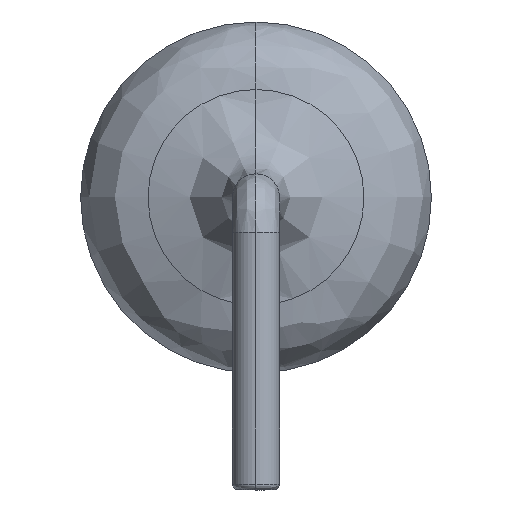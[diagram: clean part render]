
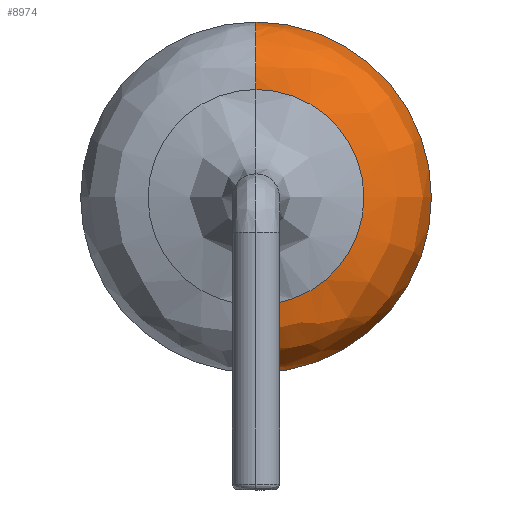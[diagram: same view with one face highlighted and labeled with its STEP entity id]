
A CAD part, left-side view. The second image highlights one B-rep face of the part: STEP entity #8974.
In plain terms, the highlighted free-form (B-spline) face has degree [3, 3] with [4, 4] control points.
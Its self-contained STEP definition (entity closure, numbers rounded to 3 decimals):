
#85 = CARTESIAN_POINT ( 'NONE',  ( -8.749, -3.704, 4.872 ) ) ;
#229 = ORIENTED_EDGE ( 'NONE', *, *, #10383, .T. ) ;
#310 = DIRECTION ( 'NONE',  ( 0., 0., -1. ) ) ;
#375 = CARTESIAN_POINT ( 'NONE',  ( -8.749, -3.704, 1.168 ) ) ;
#755 = CIRCLE ( 'NONE', #9016, 1.852 ) ;
#859 = CARTESIAN_POINT ( 'NONE',  ( -8.749, 0., 3.02 ) ) ;
#1295 = CARTESIAN_POINT ( 'NONE',  ( -8.233, 0., 6.03 ) ) ;
#1483 = AXIS2_PLACEMENT_3D ( 'NONE', #7362, #14347, #8452 ) ;
#2454 = CARTESIAN_POINT ( 'NONE',  ( -8.749, 0., 4.872 ) ) ;
#2528 = CARTESIAN_POINT ( 'NONE',  ( -7.55, 0., 0.01 ) ) ;
#2602 = DIRECTION ( 'NONE',  ( 0., 1., 0. ) ) ;
#2669 = CARTESIAN_POINT ( 'NONE',  ( -8.749, 0., 1.168 ) ) ;
#3016 = ORIENTED_EDGE ( 'NONE', *, *, #5239, .F. ) ;
#3513 = CARTESIAN_POINT ( 'NONE',  ( -7.55, 0., 1.21 ) ) ;
#3575 = CARTESIAN_POINT ( 'NONE',  ( -8.233, -6.02, 6.03 ) ) ;
#4096 = EDGE_LOOP ( 'NONE', ( #3016, #229, #8492, #11623 ) ) ;
#4792 = CARTESIAN_POINT ( 'NONE',  ( -8.749, 0., 1.168 ) ) ;
#4926 = CARTESIAN_POINT ( 'NONE',  ( -8.749, 0., 4.872 ) ) ;
#5077 = EDGE_CURVE ( 'NONE', #12419, #5816, #6011, .T. ) ;
#5239 = EDGE_CURVE ( 'NONE', #9475, #12419, #6737, .T. ) ;
#5677 = CARTESIAN_POINT ( 'NONE',  ( -8.725, 0., 0.485 ) ) ;
#5753 = CARTESIAN_POINT ( 'NONE',  ( -7.55, -6.02, 0.01 ) ) ;
#5801 = CARTESIAN_POINT ( 'NONE',  ( -7.55, 0., 3.02 ) ) ;
#5816 = VERTEX_POINT ( 'NONE', #4792 ) ;
#5973 = CARTESIAN_POINT ( 'NONE',  ( -8.233, -6.02, 0.01 ) ) ;
#6010 = CARTESIAN_POINT ( 'NONE',  ( -7.55, 0., 0.01 ) ) ;
#6011 = CIRCLE ( 'NONE', #13575, 1.2 ) ;
#6737 = CIRCLE ( 'NONE', #8635, 3.01 ) ;
#6945 = CARTESIAN_POINT ( 'NONE',  ( -8.233, 0., 0.01 ) ) ;
#7023 =( BOUNDED_SURFACE ( )  B_SPLINE_SURFACE ( 3, 3, ( 
 ( #12186, #10363, #5753, #2528 ),
 ( #1295, #3575, #5973, #6945 ),
 ( #7087, #13792, #12483, #5677 ),
 ( #2454, #85, #375, #2669 ) ),
 .UNSPECIFIED., .F., .F., .F. ) 
 B_SPLINE_SURFACE_WITH_KNOTS ( ( 4, 4 ),
 ( 4, 4 ),
 ( 0., 1. ),
 ( 0., 1. ),
 .UNSPECIFIED. ) 
 GEOMETRIC_REPRESENTATION_ITEM ( )  RATIONAL_B_SPLINE_SURFACE ( (
 ( 1., 0.333, 0.333, 1.),
 ( 0.813, 0.271, 0.271, 0.813),
 ( 0.813, 0.271, 0.271, 0.813),
 ( 1., 0.333, 0.333, 1.) ) ) 
 REPRESENTATION_ITEM ( '' )  SURFACE ( )  );
#7087 = CARTESIAN_POINT ( 'NONE',  ( -8.725, 0., 5.555 ) ) ;
#7362 = CARTESIAN_POINT ( 'NONE',  ( -7.55, 0., 4.83 ) ) ;
#7371 = CIRCLE ( 'NONE', #1483, 1.2 ) ;
#8242 = CARTESIAN_POINT ( 'NONE',  ( -7.55, 0., 6.03 ) ) ;
#8243 = DIRECTION ( 'NONE',  ( 0., 0., -1. ) ) ;
#8452 = DIRECTION ( 'NONE',  ( 0., 0., 1. ) ) ;
#8492 = ORIENTED_EDGE ( 'NONE', *, *, #11753, .T. ) ;
#8635 = AXIS2_PLACEMENT_3D ( 'NONE', #5801, #12655, #8243 ) ;
#8974 = ADVANCED_FACE ( 'NONE', ( #11177 ), #7023, .T. ) ;
#9016 = AXIS2_PLACEMENT_3D ( 'NONE', #859, #14348, #14116 ) ;
#9475 = VERTEX_POINT ( 'NONE', #8242 ) ;
#10363 = CARTESIAN_POINT ( 'NONE',  ( -7.55, -6.02, 6.03 ) ) ;
#10383 = EDGE_CURVE ( 'NONE', #9475, #11006, #7371, .T. ) ;
#11006 = VERTEX_POINT ( 'NONE', #4926 ) ;
#11177 = FACE_OUTER_BOUND ( 'NONE', #4096, .T. ) ;
#11623 = ORIENTED_EDGE ( 'NONE', *, *, #5077, .F. ) ;
#11753 = EDGE_CURVE ( 'NONE', #11006, #5816, #755, .T. ) ;
#12186 = CARTESIAN_POINT ( 'NONE',  ( -7.55, 0., 6.03 ) ) ;
#12419 = VERTEX_POINT ( 'NONE', #6010 ) ;
#12483 = CARTESIAN_POINT ( 'NONE',  ( -8.725, -5.071, 0.485 ) ) ;
#12655 = DIRECTION ( 'NONE',  ( 1., 0., 0. ) ) ;
#13575 = AXIS2_PLACEMENT_3D ( 'NONE', #3513, #2602, #310 ) ;
#13792 = CARTESIAN_POINT ( 'NONE',  ( -8.725, -5.071, 5.555 ) ) ;
#14116 = DIRECTION ( 'NONE',  ( 0., 0., -1. ) ) ;
#14347 = DIRECTION ( 'NONE',  ( 0., -1., 0. ) ) ;
#14348 = DIRECTION ( 'NONE',  ( 1., 0., 0. ) ) ;
